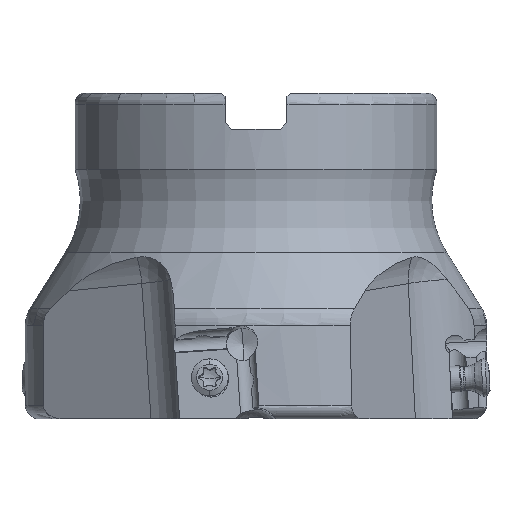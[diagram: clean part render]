
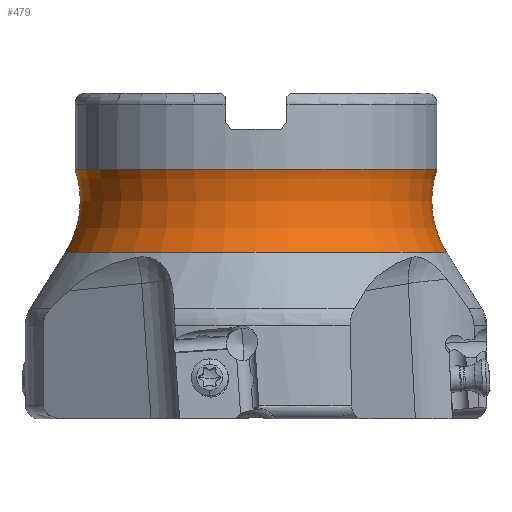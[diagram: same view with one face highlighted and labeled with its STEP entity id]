
A CAD part, front view. The second image highlights one B-rep face of the part: STEP entity #479.
In plain terms, the highlighted toroidal (fillet/blend) face has major radius 42.015 mm and minor radius 15 mm.
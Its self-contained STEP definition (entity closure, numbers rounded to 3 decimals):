
#288=TOROIDAL_SURFACE('',#7126,42.015,15.);
#479=ADVANCED_FACE('',(#985),#288,.F.);
#985=FACE_OUTER_BOUND('',#1349,.T.);
#1349=EDGE_LOOP('',(#3526,#3527,#3528,#3529,#3530,#3531));
#3526=ORIENTED_EDGE('',*,*,#5465,.F.);
#3527=ORIENTED_EDGE('',*,*,#5747,.T.);
#3528=ORIENTED_EDGE('',*,*,#5748,.T.);
#3529=ORIENTED_EDGE('',*,*,#5201,.F.);
#3530=ORIENTED_EDGE('',*,*,#5749,.T.);
#3531=ORIENTED_EDGE('',*,*,#5750,.T.);
#4521=VERTEX_POINT('',#9508);
#4522=VERTEX_POINT('',#9510);
#4720=VERTEX_POINT('',#10820);
#4721=VERTEX_POINT('',#10822);
#4900=VERTEX_POINT('',#12887);
#4901=VERTEX_POINT('',#12890);
#5201=EDGE_CURVE('',#4522,#4521,#6215,.T.);
#5465=EDGE_CURVE('',#4721,#4720,#6334,.T.);
#5747=EDGE_CURVE('',#4721,#4900,#6402,.T.);
#5748=EDGE_CURVE('',#4900,#4521,#6403,.T.);
#5749=EDGE_CURVE('',#4522,#4901,#6404,.T.);
#5750=EDGE_CURVE('',#4901,#4720,#6405,.T.);
#6215=CIRCLE('',#6750,27.815);
#6334=CIRCLE('',#6936,29.301);
#6402=CIRCLE('',#7122,15.);
#6403=CIRCLE('',#7123,15.);
#6404=CIRCLE('',#7124,15.);
#6405=CIRCLE('',#7125,15.);
#6750=AXIS2_PLACEMENT_3D('',#9513,#7588,#7589);
#6936=AXIS2_PLACEMENT_3D('',#10841,#8026,#8027);
#7122=AXIS2_PLACEMENT_3D('',#12886,#8502,#8503);
#7123=AXIS2_PLACEMENT_3D('',#12888,#8504,#8505);
#7124=AXIS2_PLACEMENT_3D('',#12889,#8506,#8507);
#7125=AXIS2_PLACEMENT_3D('',#12891,#8508,#8509);
#7126=AXIS2_PLACEMENT_3D('',#12892,#8510,#8511);
#7588=DIRECTION('',(0.,0.,1.));
#7589=DIRECTION('',(-1.,0.,0.));
#8026=DIRECTION('',(0.,0.,-1.));
#8027=DIRECTION('',(1.,0.,0.));
#8502=DIRECTION('',(0.,1.,0.));
#8503=DIRECTION('',(-0.848,0.,-0.531));
#8504=DIRECTION('',(0.,1.,0.));
#8505=DIRECTION('',(-1.,0.,0.));
#8506=DIRECTION('',(0.,1.,0.));
#8507=DIRECTION('',(0.947,0.,0.322));
#8508=DIRECTION('',(0.,1.,0.));
#8509=DIRECTION('',(1.,0.,0.));
#8510=DIRECTION('',(0.,0.,-1.));
#8511=DIRECTION('',(-1.,0.,0.));
#9508=CARTESIAN_POINT('',(27.815,0.,-11.7));
#9510=CARTESIAN_POINT('',(-27.815,0.,-11.7));
#9513=CARTESIAN_POINT('',(0.,0.,-11.7));
#10820=CARTESIAN_POINT('',(-29.301,0.,-24.493));
#10822=CARTESIAN_POINT('',(29.301,0.,-24.493));
#10841=CARTESIAN_POINT('',(0.,0.,-24.493));
#12886=CARTESIAN_POINT('',(42.015,0.,-16.533));
#12887=CARTESIAN_POINT('',(27.015,0.,-16.533));
#12888=CARTESIAN_POINT('',(42.015,0.,-16.533));
#12889=CARTESIAN_POINT('',(-42.015,0.,-16.533));
#12890=CARTESIAN_POINT('',(-27.015,0.,-16.533));
#12891=CARTESIAN_POINT('',(-42.015,0.,-16.533));
#12892=CARTESIAN_POINT('',(0.,0.,-16.533));
